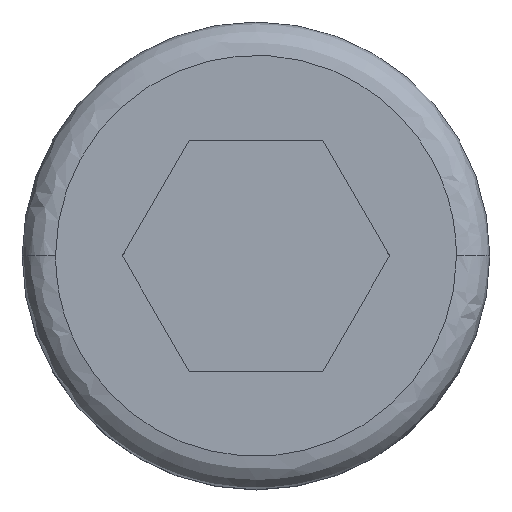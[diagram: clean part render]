
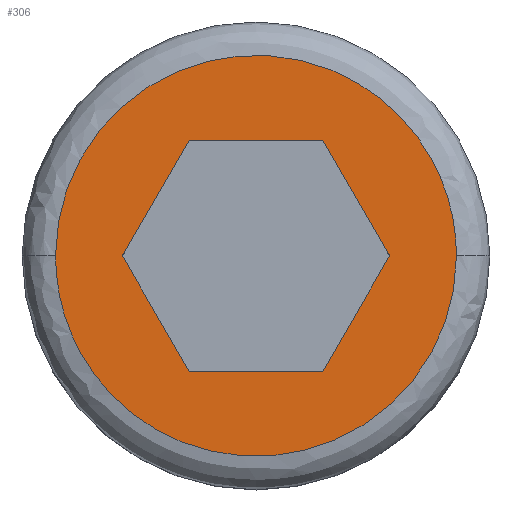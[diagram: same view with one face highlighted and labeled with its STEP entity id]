
A CAD part, top view. The second image highlights one B-rep face of the part: STEP entity #306.
In plain terms, the highlighted planar face has unit normal (0, 0, 1).
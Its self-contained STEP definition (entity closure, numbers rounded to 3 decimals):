
#3 = DIRECTION ( 'NONE',  ( -0.5, 0.866, 0. ) ) ;
#13 = EDGE_CURVE ( 'NONE', #26, #511, #136, .T. ) ;
#21 = CARTESIAN_POINT ( 'NONE',  ( 1., 1.732, 3. ) ) ;
#25 = VECTOR ( 'NONE', #109, 1000. ) ;
#26 = VERTEX_POINT ( 'NONE', #196 ) ;
#33 = CARTESIAN_POINT ( 'NONE',  ( 3., -6., 3. ) ) ;
#53 = CARTESIAN_POINT ( 'NONE',  ( -3., 6., 3. ) ) ;
#60 = EDGE_LOOP ( 'NONE', ( #153, #310, #466, #467, #516, #326 ) ) ;
#68 = LINE ( 'NONE', #202, #25 ) ;
#82 = CARTESIAN_POINT ( 'NONE',  ( -3., -3., 3. ) ) ;
#109 = DIRECTION ( 'NONE',  ( 0.5, 0.866, 0. ) ) ;
#116 = PLANE ( 'NONE',  #328 ) ;
#136 = LINE ( 'NONE', #503, #575 ) ;
#145 = ORIENTED_EDGE ( 'NONE', *, *, #300, .F. ) ;
#153 = ORIENTED_EDGE ( 'NONE', *, *, #534, .T. ) ;
#163 = EDGE_CURVE ( 'NONE', #498, #226, #177, .T. ) ;
#177 = LINE ( 'NONE', #21, #220 ) ;
#183 = EDGE_CURVE ( 'NONE', #421, #26, #283, .T. ) ;
#187 = CARTESIAN_POINT ( 'NONE',  ( 3., 0., 3. ) ) ;
#196 = CARTESIAN_POINT ( 'NONE',  ( -1., -1.732, 3. ) ) ;
#202 = CARTESIAN_POINT ( 'NONE',  ( -2., 0., 3. ) ) ;
#220 = VECTOR ( 'NONE', #385, 1000. ) ;
#226 = VERTEX_POINT ( 'NONE', #333 ) ;
#245 = VERTEX_POINT ( 'NONE', #387 ) ;
#250 = CARTESIAN_POINT ( 'NONE',  ( 0., -1.732, 3. ) ) ;
#270 = LINE ( 'NONE', #339, #439 ) ;
#274 = EDGE_CURVE ( 'NONE', #226, #421, #270, .T. ) ;
#283 = LINE ( 'NONE', #250, #565 ) ;
#285 =( BOUNDED_CURVE ( )  B_SPLINE_CURVE ( 3, ( #525, #53, #370, #513 ),
 .UNSPECIFIED., .F., .F. ) 
 B_SPLINE_CURVE_WITH_KNOTS ( ( 4, 4 ),
 ( 0.5, 1. ),
 .UNSPECIFIED. ) 
 CURVE ( )  GEOMETRIC_REPRESENTATION_ITEM ( )  RATIONAL_B_SPLINE_CURVE ( ( 1., 0.333, 0.333, 1. ) ) 
 REPRESENTATION_ITEM ( '' )  );
#288 = CARTESIAN_POINT ( 'NONE',  ( -2., 0., 3. ) ) ;
#300 = EDGE_CURVE ( 'NONE', #473, #524, #285, .T. ) ;
#302 =( BOUNDED_CURVE ( )  B_SPLINE_CURVE ( 3, ( #533, #33, #356, #403 ),
 .UNSPECIFIED., .F., .F. ) 
 B_SPLINE_CURVE_WITH_KNOTS ( ( 4, 4 ),
 ( 0., 0.5 ),
 .UNSPECIFIED. ) 
 CURVE ( )  GEOMETRIC_REPRESENTATION_ITEM ( )  RATIONAL_B_SPLINE_CURVE ( ( 1., 0.333, 0.333, 1. ) ) 
 REPRESENTATION_ITEM ( '' )  );
#306 = ADVANCED_FACE ( 'NONE', ( #423, #398 ), #116, .T. ) ;
#309 = CARTESIAN_POINT ( 'NONE',  ( -3., 0., 3. ) ) ;
#310 = ORIENTED_EDGE ( 'NONE', *, *, #379, .T. ) ;
#326 = ORIENTED_EDGE ( 'NONE', *, *, #13, .T. ) ;
#328 = AXIS2_PLACEMENT_3D ( 'NONE', #82, #531, #401 ) ;
#333 = CARTESIAN_POINT ( 'NONE',  ( 2., 0., 3. ) ) ;
#339 = CARTESIAN_POINT ( 'NONE',  ( 2., 0., 3. ) ) ;
#349 = DIRECTION ( 'NONE',  ( 1., 0., 0. ) ) ;
#356 = CARTESIAN_POINT ( 'NONE',  ( -3., -6., 3. ) ) ;
#370 = CARTESIAN_POINT ( 'NONE',  ( 3., 6., 3. ) ) ;
#379 = EDGE_CURVE ( 'NONE', #245, #498, #431, .T. ) ;
#383 = DIRECTION ( 'NONE',  ( -1., 0., 0. ) ) ;
#385 = DIRECTION ( 'NONE',  ( 0.5, -0.866, 0. ) ) ;
#387 = CARTESIAN_POINT ( 'NONE',  ( -1., 1.732, 3. ) ) ;
#398 = FACE_OUTER_BOUND ( 'NONE', #567, .T. ) ;
#401 = DIRECTION ( 'NONE',  ( 1., 0., 0. ) ) ;
#403 = CARTESIAN_POINT ( 'NONE',  ( -3., 0., 3. ) ) ;
#421 = VERTEX_POINT ( 'NONE', #570 ) ;
#423 = FACE_BOUND ( 'NONE', #60, .T. ) ;
#431 = LINE ( 'NONE', #535, #547 ) ;
#434 = DIRECTION ( 'NONE',  ( -0.5, -0.866, 0. ) ) ;
#439 = VECTOR ( 'NONE', #434, 1000. ) ;
#451 = ORIENTED_EDGE ( 'NONE', *, *, #470, .F. ) ;
#466 = ORIENTED_EDGE ( 'NONE', *, *, #163, .T. ) ;
#467 = ORIENTED_EDGE ( 'NONE', *, *, #274, .T. ) ;
#470 = EDGE_CURVE ( 'NONE', #524, #473, #302, .T. ) ;
#473 = VERTEX_POINT ( 'NONE', #309 ) ;
#498 = VERTEX_POINT ( 'NONE', #572 ) ;
#503 = CARTESIAN_POINT ( 'NONE',  ( -1., -1.732, 3. ) ) ;
#511 = VERTEX_POINT ( 'NONE', #288 ) ;
#513 = CARTESIAN_POINT ( 'NONE',  ( 3., 0., 3. ) ) ;
#516 = ORIENTED_EDGE ( 'NONE', *, *, #183, .T. ) ;
#524 = VERTEX_POINT ( 'NONE', #187 ) ;
#525 = CARTESIAN_POINT ( 'NONE',  ( -3., 0., 3. ) ) ;
#531 = DIRECTION ( 'NONE',  ( 0., 0., 1. ) ) ;
#533 = CARTESIAN_POINT ( 'NONE',  ( 3., 0., 3. ) ) ;
#534 = EDGE_CURVE ( 'NONE', #511, #245, #68, .T. ) ;
#535 = CARTESIAN_POINT ( 'NONE',  ( 0., 1.732, 3. ) ) ;
#547 = VECTOR ( 'NONE', #349, 1000. ) ;
#565 = VECTOR ( 'NONE', #383, 1000. ) ;
#567 = EDGE_LOOP ( 'NONE', ( #451, #145 ) ) ;
#570 = CARTESIAN_POINT ( 'NONE',  ( 1., -1.732, 3. ) ) ;
#572 = CARTESIAN_POINT ( 'NONE',  ( 1., 1.732, 3. ) ) ;
#575 = VECTOR ( 'NONE', #3, 1000. ) ;
